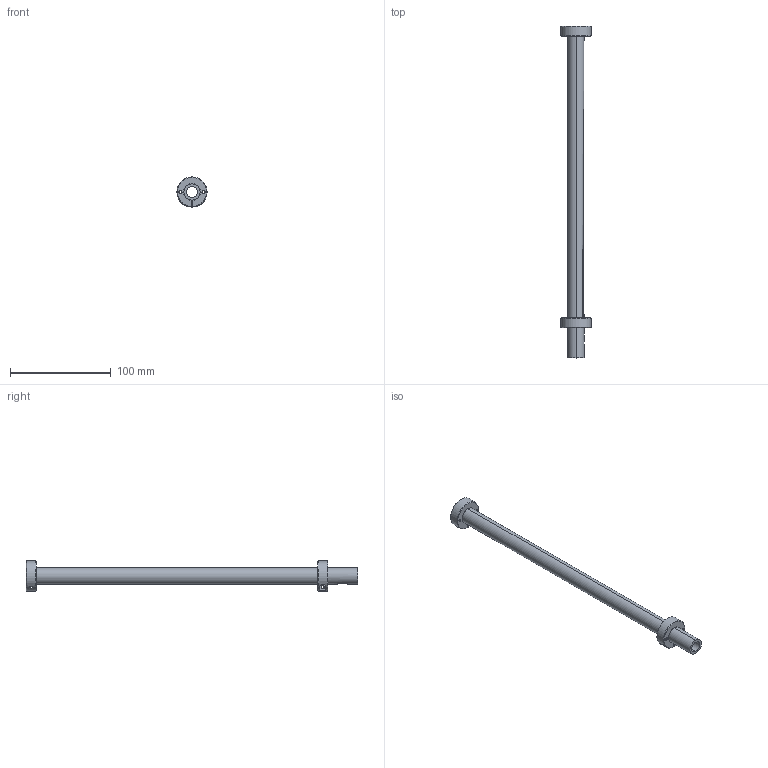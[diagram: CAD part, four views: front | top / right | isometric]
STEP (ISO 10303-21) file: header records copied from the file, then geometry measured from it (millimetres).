
FILE_DESCRIPTION(('FreeCAD Model'),'2;1');
FILE_NAME('link3.step', '2021-01-28T02:42:58',('Author'),(''), 'Open CASCADE STEP processor 7.3','FreeCAD','Unknown');
FILE_SCHEMA(('AUTOMOTIVE_DESIGN { 1 0 10303 214 1 1 1 1 }'));
Length unit declared in the file: metre
Products named in the file (1): SHAFT_S
Bounding box: 29.99 x 330 x 29.98 mm (x, y, z)
Volume: 44095.3 mm3; surface area: 31884 mm2
Topology: 1 solids, 1 shells, 61 faces, 163 edges, 105 vertices
Faces by surface type: cylinder 24, plane 19, cone 18
Entity records: 6707 total; most frequent: CARTESIAN_POINT 3096, DIRECTION 583, ORIENTED_EDGE 322, PCURVE 322, DEFINITIONAL_REPRESENTATION 322, LINE 281, VECTOR 281, EDGE_CURVE 161
